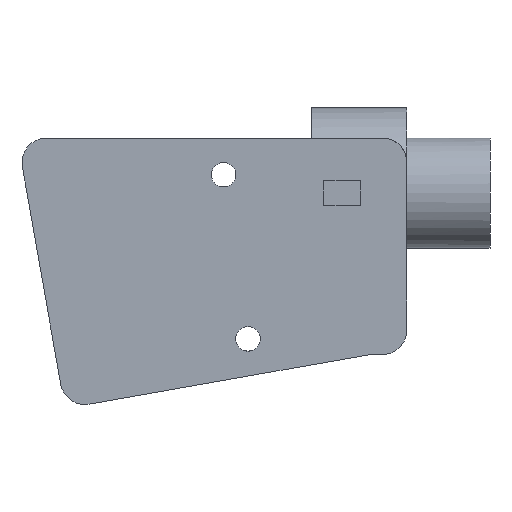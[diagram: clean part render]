
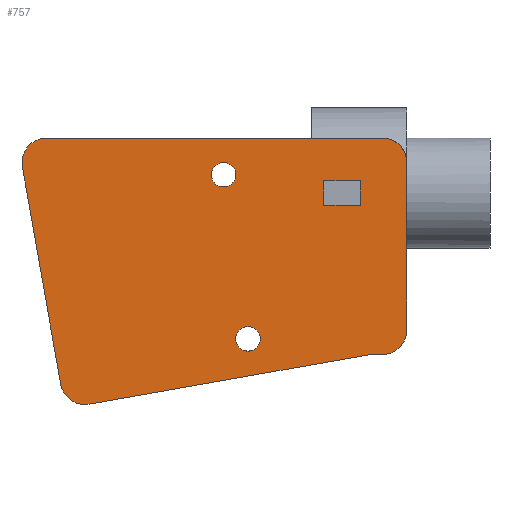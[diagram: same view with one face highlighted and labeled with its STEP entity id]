
A CAD part, front view. The second image highlights one B-rep face of the part: STEP entity #757.
In plain terms, the highlighted planar face has unit normal (0, -1, 0).
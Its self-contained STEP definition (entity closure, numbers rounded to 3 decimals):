
#41=FACE_BOUND('',#168,.T.);
#42=FACE_BOUND('',#169,.T.);
#43=FACE_BOUND('',#170,.T.);
#51=CIRCLE('',#790,1.);
#52=CIRCLE('',#791,1.);
#55=CIRCLE('',#795,1.);
#56=CIRCLE('',#796,1.);
#61=CIRCLE('',#806,2.);
#66=CIRCLE('',#813,2.);
#67=CIRCLE('',#816,2.);
#68=CIRCLE('',#819,2.);
#119=FACE_OUTER_BOUND('',#167,.T.);
#167=EDGE_LOOP('',(#651,#652,#653,#654,#655,#656,#657,#658,#659,#660,#661));
#168=EDGE_LOOP('',(#662,#663,#664,#665));
#169=EDGE_LOOP('',(#666,#667));
#170=EDGE_LOOP('',(#668,#669));
#179=LINE('',#1089,#244);
#200=LINE('',#1141,#265);
#204=LINE('',#1147,#269);
#205=LINE('',#1149,#270);
#214=LINE('',#1193,#279);
#219=LINE('',#1221,#284);
#222=LINE('',#1229,#287);
#225=LINE('',#1237,#290);
#237=LINE('',#1297,#302);
#238=LINE('',#1299,#303);
#239=LINE('',#1300,#304);
#244=VECTOR('',#862,10.);
#265=VECTOR('',#899,10.);
#269=VECTOR('',#905,10.);
#270=VECTOR('',#908,10.);
#279=VECTOR('',#957,10.);
#284=VECTOR('',#974,10.);
#287=VECTOR('',#983,10.);
#290=VECTOR('',#992,10.);
#302=VECTOR('',#1064,10.);
#303=VECTOR('',#1065,10.);
#304=VECTOR('',#1066,10.);
#309=VERTEX_POINT('',#1087);
#310=VERTEX_POINT('',#1088);
#333=VERTEX_POINT('',#1140);
#334=VERTEX_POINT('',#1145);
#335=VERTEX_POINT('',#1151);
#336=VERTEX_POINT('',#1152);
#339=VERTEX_POINT('',#1161);
#340=VERTEX_POINT('',#1162);
#345=VERTEX_POINT('',#1181);
#346=VERTEX_POINT('',#1183);
#349=VERTEX_POINT('',#1191);
#353=VERTEX_POINT('',#1201);
#356=VERTEX_POINT('',#1219);
#357=VERTEX_POINT('',#1223);
#358=VERTEX_POINT('',#1227);
#359=VERTEX_POINT('',#1231);
#360=VERTEX_POINT('',#1233);
#378=VERTEX_POINT('',#1296);
#379=VERTEX_POINT('',#1298);
#381=EDGE_CURVE('',#309,#310,#179,.T.);
#407=EDGE_CURVE('',#333,#309,#200,.T.);
#411=EDGE_CURVE('',#310,#334,#204,.T.);
#412=EDGE_CURVE('',#334,#333,#205,.T.);
#413=EDGE_CURVE('',#335,#336,#51,.T.);
#414=EDGE_CURVE('',#336,#335,#52,.T.);
#418=EDGE_CURVE('',#339,#340,#55,.T.);
#419=EDGE_CURVE('',#340,#339,#56,.T.);
#428=EDGE_CURVE('',#345,#346,#61,.T.);
#433=EDGE_CURVE('',#349,#345,#214,.T.);
#437=EDGE_CURVE('',#353,#349,#66,.T.);
#443=EDGE_CURVE('',#353,#356,#219,.T.);
#444=EDGE_CURVE('',#357,#356,#67,.T.);
#447=EDGE_CURVE('',#357,#358,#222,.T.);
#449=EDGE_CURVE('',#359,#360,#68,.T.);
#451=EDGE_CURVE('',#358,#360,#225,.T.);
#480=EDGE_CURVE('',#359,#378,#237,.T.);
#481=EDGE_CURVE('',#378,#379,#238,.T.);
#482=EDGE_CURVE('',#379,#346,#239,.T.);
#651=ORIENTED_EDGE('',*,*,#428,.F.);
#652=ORIENTED_EDGE('',*,*,#433,.F.);
#653=ORIENTED_EDGE('',*,*,#437,.F.);
#654=ORIENTED_EDGE('',*,*,#443,.T.);
#655=ORIENTED_EDGE('',*,*,#444,.F.);
#656=ORIENTED_EDGE('',*,*,#447,.T.);
#657=ORIENTED_EDGE('',*,*,#451,.T.);
#658=ORIENTED_EDGE('',*,*,#449,.F.);
#659=ORIENTED_EDGE('',*,*,#480,.T.);
#660=ORIENTED_EDGE('',*,*,#481,.T.);
#661=ORIENTED_EDGE('',*,*,#482,.T.);
#662=ORIENTED_EDGE('',*,*,#411,.T.);
#663=ORIENTED_EDGE('',*,*,#412,.T.);
#664=ORIENTED_EDGE('',*,*,#407,.T.);
#665=ORIENTED_EDGE('',*,*,#381,.T.);
#666=ORIENTED_EDGE('',*,*,#418,.T.);
#667=ORIENTED_EDGE('',*,*,#419,.T.);
#668=ORIENTED_EDGE('',*,*,#413,.T.);
#669=ORIENTED_EDGE('',*,*,#414,.T.);
#720=PLANE('',#850);
#757=ADVANCED_FACE('',(#119,#41,#42,#43),#720,.T.);
#790=AXIS2_PLACEMENT_3D('',#1153,#911,#912);
#791=AXIS2_PLACEMENT_3D('',#1154,#913,#914);
#795=AXIS2_PLACEMENT_3D('',#1163,#922,#923);
#796=AXIS2_PLACEMENT_3D('',#1164,#924,#925);
#806=AXIS2_PLACEMENT_3D('',#1184,#948,#949);
#813=AXIS2_PLACEMENT_3D('',#1202,#966,#967);
#816=AXIS2_PLACEMENT_3D('',#1224,#977,#978);
#819=AXIS2_PLACEMENT_3D('',#1234,#987,#988);
#850=AXIS2_PLACEMENT_3D('',#1295,#1062,#1063);
#862=DIRECTION('',(0.,0.,1.));
#899=DIRECTION('',(-1.,0.,0.));
#905=DIRECTION('',(1.,0.,0.));
#908=DIRECTION('',(0.,0.,-1.));
#911=DIRECTION('center_axis',(0.,1.,0.));
#912=DIRECTION('ref_axis',(-0.643,0.,-0.766));
#913=DIRECTION('center_axis',(0.,1.,0.));
#914=DIRECTION('ref_axis',(-0.643,0.,-0.766));
#922=DIRECTION('center_axis',(0.,1.,0.));
#923=DIRECTION('ref_axis',(-0.643,0.,-0.766));
#924=DIRECTION('center_axis',(0.,1.,0.));
#925=DIRECTION('ref_axis',(-0.643,0.,-0.766));
#948=DIRECTION('center_axis',(0.,1.,0.));
#949=DIRECTION('ref_axis',(0.707,0.,-0.707));
#957=DIRECTION('',(0.,0.,-1.));
#966=DIRECTION('center_axis',(0.,1.,0.));
#967=DIRECTION('ref_axis',(0.707,0.,0.707));
#974=DIRECTION('',(-1.,0.,0.));
#977=DIRECTION('center_axis',(0.,1.,0.));
#978=DIRECTION('ref_axis',(-0.766,0.,0.643));
#983=DIRECTION('',(0.174,0.,-0.985));
#987=DIRECTION('center_axis',(0.,1.,0.));
#988=DIRECTION('ref_axis',(-0.985,0.,-0.174));
#992=DIRECTION('',(0.174,0.,-0.985));
#1062=DIRECTION('center_axis',(0.,-1.,0.));
#1063=DIRECTION('ref_axis',(0.,0.,-1.));
#1064=DIRECTION('',(0.985,0.,0.174));
#1065=DIRECTION('',(0.985,0.,0.174));
#1066=DIRECTION('',(1.,0.,0.));
#1087=CARTESIAN_POINT('',(71.876,-93.099,-19.483));
#1088=CARTESIAN_POINT('',(71.876,-93.099,-17.483));
#1089=CARTESIAN_POINT('',(71.876,-93.099,-20.733));
#1140=CARTESIAN_POINT('',(74.876,-93.099,-19.483));
#1141=CARTESIAN_POINT('',(71.776,-93.099,-19.483));
#1145=CARTESIAN_POINT('',(74.876,-93.099,-17.483));
#1147=CARTESIAN_POINT('',(71.776,-93.099,-17.483));
#1149=CARTESIAN_POINT('',(74.876,-93.099,-21.733));
#1151=CARTESIAN_POINT('',(64.319,-93.099,-16.217));
#1152=CARTESIAN_POINT('',(64.676,-93.099,-16.983));
#1153=CARTESIAN_POINT('Origin',(63.676,-93.099,-16.983));
#1154=CARTESIAN_POINT('Origin',(63.676,-93.099,-16.983));
#1161=CARTESIAN_POINT('',(66.319,-93.099,-29.649));
#1162=CARTESIAN_POINT('',(66.676,-93.099,-30.415));
#1163=CARTESIAN_POINT('Origin',(65.676,-93.099,-30.415));
#1164=CARTESIAN_POINT('Origin',(65.676,-93.099,-30.415));
#1181=CARTESIAN_POINT('',(78.676,-93.099,-29.698));
#1183=CARTESIAN_POINT('',(76.676,-93.099,-31.698));
#1184=CARTESIAN_POINT('Origin',(76.676,-93.099,-29.698));
#1191=CARTESIAN_POINT('',(78.676,-93.099,-15.983));
#1193=CARTESIAN_POINT('',(78.676,-93.099,-24.513));
#1201=CARTESIAN_POINT('',(76.676,-93.099,-13.983));
#1202=CARTESIAN_POINT('Origin',(76.676,-93.099,-15.983));
#1219=CARTESIAN_POINT('',(49.183,-93.099,-13.983));
#1221=CARTESIAN_POINT('',(70.676,-93.099,-13.983));
#1223=CARTESIAN_POINT('',(47.213,-93.099,-16.33));
#1224=CARTESIAN_POINT('Origin',(49.183,-93.099,-15.983));
#1227=CARTESIAN_POINT('',(47.713,-93.099,-19.163));
#1229=CARTESIAN_POINT('',(48.014,-93.099,-20.873));
#1231=CARTESIAN_POINT('',(52.668,-93.099,-35.755));
#1233=CARTESIAN_POINT('',(50.351,-93.099,-34.133));
#1234=CARTESIAN_POINT('Origin',(52.321,-93.099,-33.785));
#1237=CARTESIAN_POINT('',(48.471,-93.099,-23.463));
#1295=CARTESIAN_POINT('Origin',(70.676,-93.099,-23.983));
#1296=CARTESIAN_POINT('',(64.191,-93.099,-33.723));
#1297=CARTESIAN_POINT('',(61.423,-93.099,-34.211));
#1298=CARTESIAN_POINT('',(75.676,-93.099,-31.698));
#1299=CARTESIAN_POINT('',(68.169,-93.099,-33.022));
#1300=CARTESIAN_POINT('',(75.676,-93.099,-31.698));
